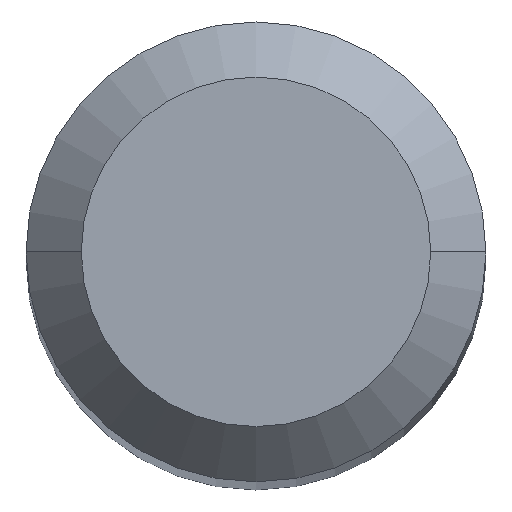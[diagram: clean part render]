
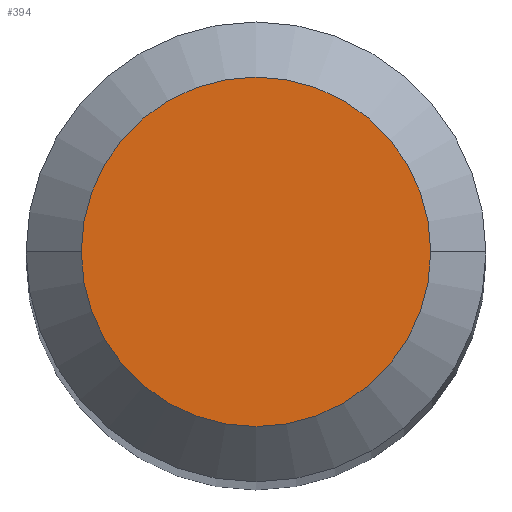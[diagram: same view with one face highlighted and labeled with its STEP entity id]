
A CAD part, top view. The second image highlights one B-rep face of the part: STEP entity #394.
In plain terms, the highlighted planar face has unit normal (0, 0, 1).
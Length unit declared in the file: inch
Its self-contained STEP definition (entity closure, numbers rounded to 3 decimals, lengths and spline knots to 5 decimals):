
#21 = DIRECTION ( 'NONE',  ( 1., 0., 0. ) ) ;
#24 = PLANE ( 'NONE',  #47 ) ;
#47 = AXIS2_PLACEMENT_3D ( 'NONE', #427, #516, #109 ) ;
#83 = ORIENTED_EDGE ( 'NONE', *, *, #84, .T. ) ;
#84 = EDGE_CURVE ( 'NONE', #397, #215, #207, .T. ) ;
#94 = CIRCLE ( 'NONE', #454, 0.0475 ) ;
#109 = DIRECTION ( 'NONE',  ( -1., 0., 0. ) ) ;
#152 = CARTESIAN_POINT ( 'NONE',  ( 0.0475, 0., 0. ) ) ;
#207 = CIRCLE ( 'NONE', #260, 0.0475 ) ;
#215 = VERTEX_POINT ( 'NONE', #152 ) ;
#233 = EDGE_CURVE ( 'NONE', #215, #397, #94, .T. ) ;
#260 = AXIS2_PLACEMENT_3D ( 'NONE', #373, #462, #412 ) ;
#264 = CARTESIAN_POINT ( 'NONE',  ( 0., 0., 0. ) ) ;
#275 = FACE_OUTER_BOUND ( 'NONE', #362, .T. ) ;
#361 = ORIENTED_EDGE ( 'NONE', *, *, #233, .T. ) ;
#362 = EDGE_LOOP ( 'NONE', ( #83, #361 ) ) ;
#373 = CARTESIAN_POINT ( 'NONE',  ( 0., 0., 0. ) ) ;
#394 = ADVANCED_FACE ( 'NONE', ( #275 ), #24, .F. ) ;
#397 = VERTEX_POINT ( 'NONE', #434 ) ;
#412 = DIRECTION ( 'NONE',  ( 1., 0., 0. ) ) ;
#425 = DIRECTION ( 'NONE',  ( 0., 0., 1. ) ) ;
#427 = CARTESIAN_POINT ( 'NONE',  ( 0., 0.0475, 0. ) ) ;
#434 = CARTESIAN_POINT ( 'NONE',  ( -0.0475, 0., 0. ) ) ;
#454 = AXIS2_PLACEMENT_3D ( 'NONE', #264, #425, #21 ) ;
#462 = DIRECTION ( 'NONE',  ( 0., 0., 1. ) ) ;
#516 = DIRECTION ( 'NONE',  ( 0., 0., -1. ) ) ;
